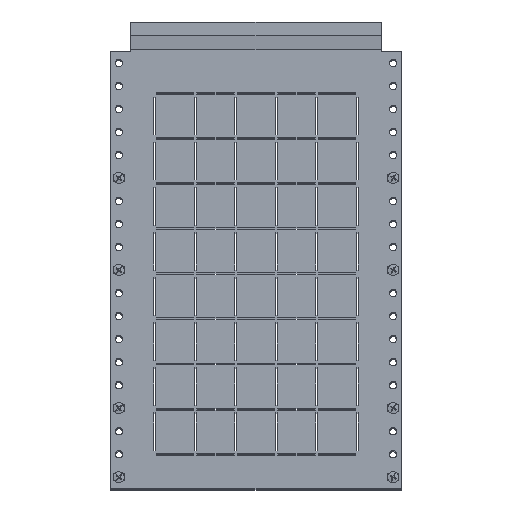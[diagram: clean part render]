
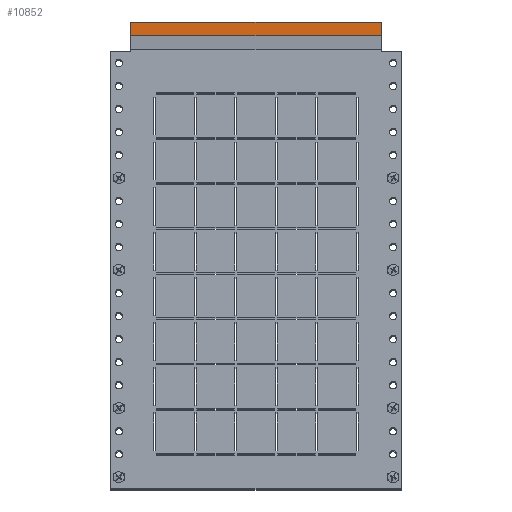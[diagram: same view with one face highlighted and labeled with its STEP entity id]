
A CAD part, top view. The second image highlights one B-rep face of the part: STEP entity #10852.
In plain terms, the highlighted planar face has unit normal (0, 0, 1).
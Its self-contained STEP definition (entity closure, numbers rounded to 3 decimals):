
#1467 = VECTOR ( 'NONE', #8501, 1000. ) ;
#1852 = EDGE_CURVE ( 'NONE', #15501, #6119, #12215, .T. ) ;
#1984 = LINE ( 'NONE', #8515, #8908 ) ;
#2264 = CARTESIAN_POINT ( 'NONE',  ( -136., 0., 1.2 ) ) ;
#2315 = CARTESIAN_POINT ( 'NONE',  ( 158., 0., 1.2 ) ) ;
#3569 = ORIENTED_EDGE ( 'NONE', *, *, #17699, .F. ) ;
#4365 = FACE_OUTER_BOUND ( 'NONE', #7272, .T. ) ;
#5080 = DIRECTION ( 'NONE',  ( 0., -1., 0. ) ) ;
#5314 = ORIENTED_EDGE ( 'NONE', *, *, #7359, .T. ) ;
#6119 = VERTEX_POINT ( 'NONE', #18646 ) ;
#6649 = VECTOR ( 'NONE', #5080, 1000. ) ;
#6898 = CARTESIAN_POINT ( 'NONE',  ( 136., 0., 1.2 ) ) ;
#7106 = LINE ( 'NONE', #14168, #6649 ) ;
#7272 = EDGE_LOOP ( 'NONE', ( #5314, #3569, #13700, #18937 ) ) ;
#7359 = EDGE_CURVE ( 'NONE', #16643, #17627, #1984, .T. ) ;
#8180 = PLANE ( 'NONE',  #11124 ) ;
#8501 = DIRECTION ( 'NONE',  ( 0., 1., 0. ) ) ;
#8515 = CARTESIAN_POINT ( 'NONE',  ( 158., 0., 1.2 ) ) ;
#8638 = DIRECTION ( 'NONE',  ( 0., 0., -1. ) ) ;
#8908 = VECTOR ( 'NONE', #16477, 1000. ) ;
#10852 = ADVANCED_FACE ( 'NONE', ( #4365 ), #8180, .F. ) ;
#11124 = AXIS2_PLACEMENT_3D ( 'NONE', #2315, #8638, #16011 ) ;
#11534 = VECTOR ( 'NONE', #18056, 1000. ) ;
#12215 = LINE ( 'NONE', #16629, #11534 ) ;
#12406 = CARTESIAN_POINT ( 'NONE',  ( 136., -14.948, 1.2 ) ) ;
#13700 = ORIENTED_EDGE ( 'NONE', *, *, #1852, .F. ) ;
#14168 = CARTESIAN_POINT ( 'NONE',  ( 136., 0., 1.2 ) ) ;
#15040 = EDGE_CURVE ( 'NONE', #16643, #15501, #7106, .T. ) ;
#15501 = VERTEX_POINT ( 'NONE', #12406 ) ;
#16011 = DIRECTION ( 'NONE',  ( 0., 1., 0. ) ) ;
#16477 = DIRECTION ( 'NONE',  ( -1., 0., 0. ) ) ;
#16629 = CARTESIAN_POINT ( 'NONE',  ( 158., -14.948, 1.2 ) ) ;
#16643 = VERTEX_POINT ( 'NONE', #6898 ) ;
#17375 = CARTESIAN_POINT ( 'NONE',  ( -136., 0., 1.2 ) ) ;
#17627 = VERTEX_POINT ( 'NONE', #2264 ) ;
#17699 = EDGE_CURVE ( 'NONE', #6119, #17627, #18254, .T. ) ;
#18056 = DIRECTION ( 'NONE',  ( -1., 0., 0. ) ) ;
#18254 = LINE ( 'NONE', #17375, #1467 ) ;
#18646 = CARTESIAN_POINT ( 'NONE',  ( -136., -14.948, 1.2 ) ) ;
#18937 = ORIENTED_EDGE ( 'NONE', *, *, #15040, .F. ) ;
